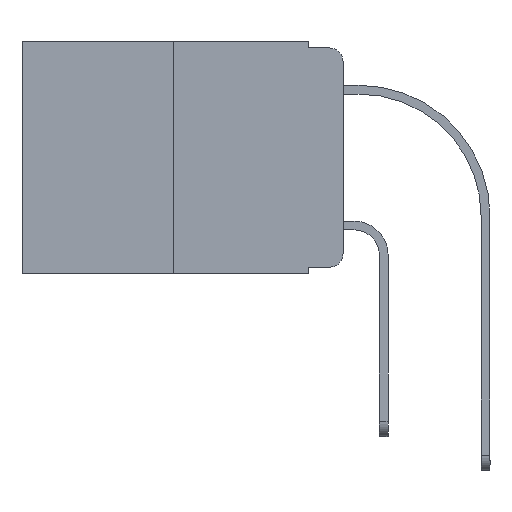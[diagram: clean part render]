
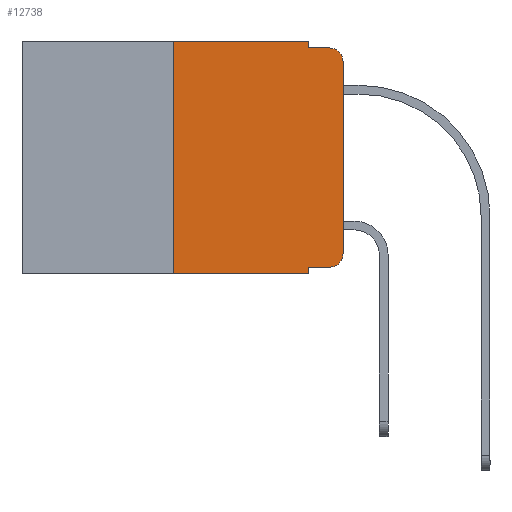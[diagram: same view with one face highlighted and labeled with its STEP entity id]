
A CAD part, left-side view. The second image highlights one B-rep face of the part: STEP entity #12738.
In plain terms, the highlighted planar face has unit normal (-1, 0, 0).
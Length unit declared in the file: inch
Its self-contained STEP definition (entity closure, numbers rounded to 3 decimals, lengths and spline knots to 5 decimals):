
#37 = LINE ( 'NONE', #1511, #13780 ) ;
#174 = CARTESIAN_POINT ( 'NONE',  ( 0., 0.02, -0.333 ) ) ;
#276 = ORIENTED_EDGE ( 'NONE', *, *, #3697, .F. ) ;
#352 = VERTEX_POINT ( 'NONE', #4927 ) ;
#365 = CARTESIAN_POINT ( 'NONE',  ( 0., 0.051, -0.333 ) ) ;
#399 = ORIENTED_EDGE ( 'NONE', *, *, #5984, .T. ) ;
#410 = CARTESIAN_POINT ( 'NONE',  ( 0., 0., -0.313 ) ) ;
#917 = VECTOR ( 'NONE', #3505, 39.37008 ) ;
#1012 = EDGE_CURVE ( 'NONE', #352, #11207, #10425, .T. ) ;
#1477 = CARTESIAN_POINT ( 'NONE',  ( 0., 0.051, 0. ) ) ;
#1511 = CARTESIAN_POINT ( 'NONE',  ( 0., 0.051, 0. ) ) ;
#1610 = VERTEX_POINT ( 'NONE', #7864 ) ;
#1622 = DIRECTION ( 'NONE',  ( -1., 0., 0. ) ) ;
#1649 = VECTOR ( 'NONE', #13501, 39.37008 ) ;
#2597 = EDGE_CURVE ( 'NONE', #7248, #11207, #11438, .T. ) ;
#2677 = PLANE ( 'NONE',  #5652 ) ;
#3152 = DIRECTION ( 'NONE',  ( -1., 0., 0. ) ) ;
#3324 = LINE ( 'NONE', #9563, #6208 ) ;
#3505 = DIRECTION ( 'NONE',  ( 0., 0., 1. ) ) ;
#3527 = AXIS2_PLACEMENT_3D ( 'NONE', #14416, #3152, #8170 ) ;
#3697 = EDGE_CURVE ( 'NONE', #6810, #352, #11029, .T. ) ;
#4056 = DIRECTION ( 'NONE',  ( 0., -1., 0. ) ) ;
#4067 = ORIENTED_EDGE ( 'NONE', *, *, #14798, .F. ) ;
#4564 = CIRCLE ( 'NONE', #3527, 0.02 ) ;
#4927 = CARTESIAN_POINT ( 'NONE',  ( 0., 0.051, -0.01 ) ) ;
#5051 = DIRECTION ( 'NONE',  ( 0., 0., -1. ) ) ;
#5143 = DIRECTION ( 'NONE',  ( 0., 0., -1. ) ) ;
#5322 = DIRECTION ( 'NONE',  ( 0., 0., -1. ) ) ;
#5648 = EDGE_CURVE ( 'NONE', #1610, #13217, #5655, .T. ) ;
#5652 = AXIS2_PLACEMENT_3D ( 'NONE', #12797, #11389, #5143 ) ;
#5655 = LINE ( 'NONE', #14371, #15501 ) ;
#5984 = EDGE_CURVE ( 'NONE', #7026, #15125, #13949, .T. ) ;
#6208 = VECTOR ( 'NONE', #8500, 39.37008 ) ;
#6382 = FACE_OUTER_BOUND ( 'NONE', #15394, .T. ) ;
#6418 = EDGE_CURVE ( 'NONE', #10949, #6810, #9152, .T. ) ;
#6568 = CARTESIAN_POINT ( 'NONE',  ( 0., 0.02, -0.03 ) ) ;
#6641 = ORIENTED_EDGE ( 'NONE', *, *, #2597, .T. ) ;
#6672 = EDGE_CURVE ( 'NONE', #15125, #6961, #4564, .T. ) ;
#6729 = CARTESIAN_POINT ( 'NONE',  ( 0., 0.051, -0.01 ) ) ;
#6750 = ORIENTED_EDGE ( 'NONE', *, *, #5648, .T. ) ;
#6810 = VERTEX_POINT ( 'NONE', #1477 ) ;
#6961 = VERTEX_POINT ( 'NONE', #410 ) ;
#7026 = VERTEX_POINT ( 'NONE', #8453 ) ;
#7188 = DIRECTION ( 'NONE',  ( 0., -1., 0. ) ) ;
#7224 = VECTOR ( 'NONE', #7188, 39.37008 ) ;
#7248 = VERTEX_POINT ( 'NONE', #9837 ) ;
#7864 = CARTESIAN_POINT ( 'NONE',  ( 0., 0.25, -0.343 ) ) ;
#8011 = CARTESIAN_POINT ( 'NONE',  ( 0., 0.051, -0.343 ) ) ;
#8170 = DIRECTION ( 'NONE',  ( 0., 0., -1. ) ) ;
#8365 = CARTESIAN_POINT ( 'NONE',  ( 0., 0.02, -0.01 ) ) ;
#8417 = VECTOR ( 'NONE', #12709, 39.37008 ) ;
#8453 = CARTESIAN_POINT ( 'NONE',  ( 0., 0.051, -0.333 ) ) ;
#8500 = DIRECTION ( 'NONE',  ( 0., 0., 1. ) ) ;
#9152 = LINE ( 'NONE', #10141, #15227 ) ;
#9563 = CARTESIAN_POINT ( 'NONE',  ( 0., 0.25, 0. ) ) ;
#9837 = CARTESIAN_POINT ( 'NONE',  ( 0., 0., -0.03 ) ) ;
#10141 = CARTESIAN_POINT ( 'NONE',  ( 0., 0.473, 0. ) ) ;
#10425 = LINE ( 'NONE', #6729, #7224 ) ;
#10908 = AXIS2_PLACEMENT_3D ( 'NONE', #6568, #1622, #5322 ) ;
#10949 = VERTEX_POINT ( 'NONE', #14214 ) ;
#11029 = LINE ( 'NONE', #14813, #1649 ) ;
#11094 = ORIENTED_EDGE ( 'NONE', *, *, #12473, .T. ) ;
#11141 = LINE ( 'NONE', #13540, #917 ) ;
#11207 = VERTEX_POINT ( 'NONE', #8365 ) ;
#11389 = DIRECTION ( 'NONE',  ( 1., 0., 0. ) ) ;
#11438 = CIRCLE ( 'NONE', #10908, 0.02 ) ;
#12473 = EDGE_CURVE ( 'NONE', #6961, #7248, #11141, .T. ) ;
#12709 = DIRECTION ( 'NONE',  ( 0., -1., 0. ) ) ;
#12738 = ADVANCED_FACE ( 'NONE', ( #6382 ), #2677, .F. ) ;
#12741 = ORIENTED_EDGE ( 'NONE', *, *, #1012, .F. ) ;
#12797 = CARTESIAN_POINT ( 'NONE',  ( 0., 0.473, 0. ) ) ;
#13041 = ORIENTED_EDGE ( 'NONE', *, *, #6418, .F. ) ;
#13217 = VERTEX_POINT ( 'NONE', #8011 ) ;
#13224 = ORIENTED_EDGE ( 'NONE', *, *, #6672, .T. ) ;
#13501 = DIRECTION ( 'NONE',  ( 0., 0., -1. ) ) ;
#13540 = CARTESIAN_POINT ( 'NONE',  ( 0., 0., 0. ) ) ;
#13719 = EDGE_CURVE ( 'NONE', #1610, #10949, #3324, .T. ) ;
#13780 = VECTOR ( 'NONE', #5051, 39.37008 ) ;
#13949 = LINE ( 'NONE', #365, #8417 ) ;
#14214 = CARTESIAN_POINT ( 'NONE',  ( 0., 0.25, 0. ) ) ;
#14371 = CARTESIAN_POINT ( 'NONE',  ( 0., 0.473, -0.343 ) ) ;
#14416 = CARTESIAN_POINT ( 'NONE',  ( 0., 0.02, -0.313 ) ) ;
#14461 = ORIENTED_EDGE ( 'NONE', *, *, #13719, .F. ) ;
#14532 = DIRECTION ( 'NONE',  ( 0., -1., 0. ) ) ;
#14798 = EDGE_CURVE ( 'NONE', #7026, #13217, #37, .T. ) ;
#14813 = CARTESIAN_POINT ( 'NONE',  ( 0., 0.051, 0. ) ) ;
#15125 = VERTEX_POINT ( 'NONE', #174 ) ;
#15227 = VECTOR ( 'NONE', #4056, 39.37008 ) ;
#15394 = EDGE_LOOP ( 'NONE', ( #11094, #6641, #12741, #276, #13041, #14461, #6750, #4067, #399, #13224 ) ) ;
#15501 = VECTOR ( 'NONE', #14532, 39.37008 ) ;
